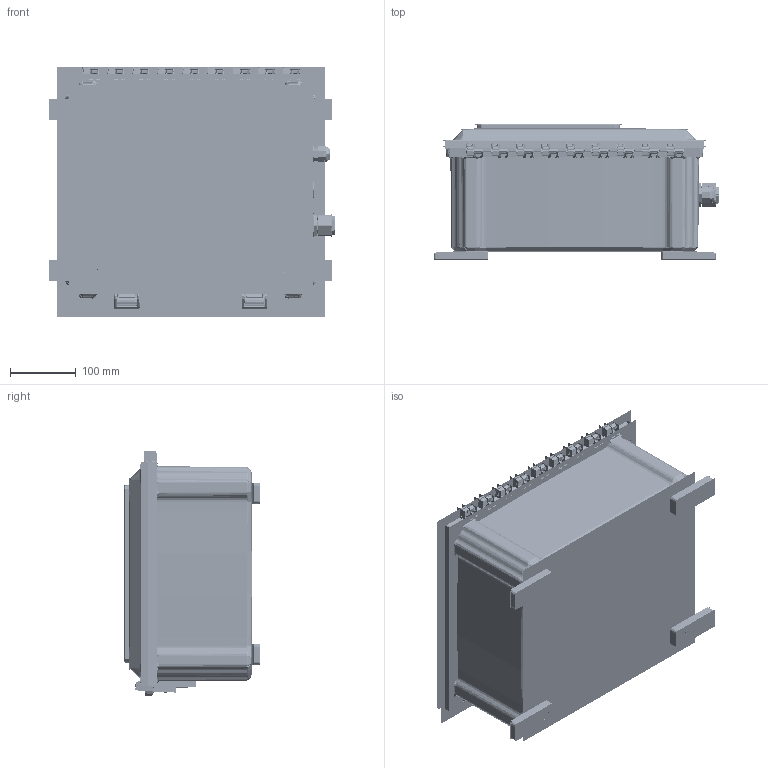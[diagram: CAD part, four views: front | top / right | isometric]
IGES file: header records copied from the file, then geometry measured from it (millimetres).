
Start section:  PTC IGES file: 206091.igs
Global section: file name: 206091.igs; native system: Creo Parametric by PTC Inc.; preprocessor: 2016260; author: pdmadmin; organization: Unknown; date: 20180613.102231; units: millimetre
Bounding box: 434.54 x 206.01 x 380.08 mm (x, y, z)
Volume: 5773684.5 mm3; surface area: 7494173.6 mm2
Topology: 33 solids, 36 shells, 11808 faces, 60715 edges, 78120 vertices
Faces by surface type: revolution 7230, bspline 4578
